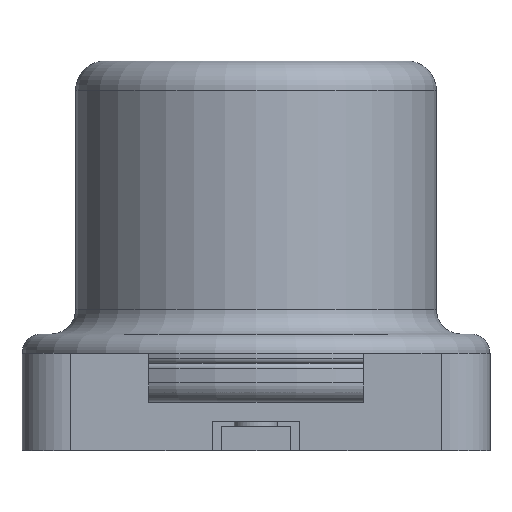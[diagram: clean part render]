
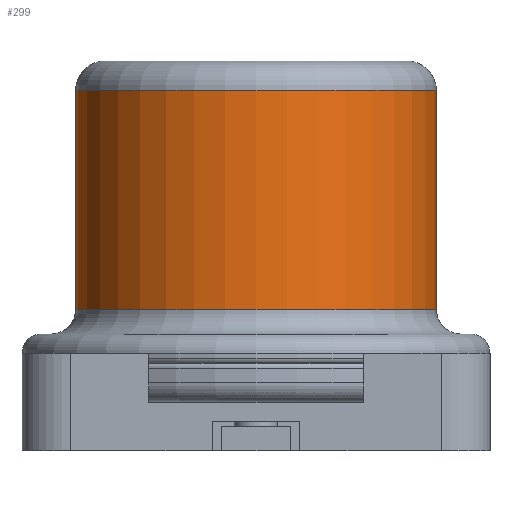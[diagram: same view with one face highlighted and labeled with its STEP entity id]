
A CAD part, left-side view. The second image highlights one B-rep face of the part: STEP entity #299.
In plain terms, the highlighted cylindrical face has radius 1.85 mm (diameter 3.7 mm), a partial arc.
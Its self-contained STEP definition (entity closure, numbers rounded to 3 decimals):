
#299=ADVANCED_FACE('',(#1190),#1192,.T.);
#1190=FACE_BOUND('',#1191,.T.);
#1191=EDGE_LOOP('',(#1843,#1844,#1845,#1846));
#1192=CYLINDRICAL_SURFACE('',#1193,1.85);
#1193=AXIS2_PLACEMENT_3D('',#1194,#1195,#1196);
#1194=CARTESIAN_POINT('',(-3.4,0.,1.2));
#1195=DIRECTION('',(0.,0.,1.));
#1196=DIRECTION('',(0.,1.,0.));
#1843=ORIENTED_EDGE('',*,*,#2283,.T.);
#1844=ORIENTED_EDGE('',*,*,#2282,.T.);
#1845=ORIENTED_EDGE('',*,*,#2284,.F.);
#1846=ORIENTED_EDGE('',*,*,#2285,.F.);
#2282=EDGE_CURVE('',#2550,#2555,#2557,.T.);
#2283=EDGE_CURVE('',#2558,#2550,#2559,.T.);
#2284=EDGE_CURVE('',#2560,#2555,#2561,.T.);
#2285=EDGE_CURVE('',#2558,#2560,#2562,.T.);
#2550=VERTEX_POINT('',#3068);
#2555=VERTEX_POINT('',#3077);
#2557=LINE('',#3081,#3082);
#2558=VERTEX_POINT('',#3084);
#2559=CIRCLE('',#3085,1.85);
#2560=VERTEX_POINT('',#3089);
#2561=CIRCLE('',#3090,1.85);
#2562=LINE('',#3094,#3095);
#3068=CARTESIAN_POINT('',(-3.4,-1.85,1.45));
#3077=CARTESIAN_POINT('',(-3.4,-1.85,3.7));
#3081=CARTESIAN_POINT('',(-3.4,-1.85,1.45));
#3082=VECTOR('',#3083,1.);
#3083=DIRECTION('',(0.,0.,1.));
#3084=CARTESIAN_POINT('',(-3.4,1.85,1.45));
#3085=AXIS2_PLACEMENT_3D('',#3086,#3087,#3088);
#3086=CARTESIAN_POINT('',(-3.4,0.,1.45));
#3087=DIRECTION('',(0.,-0.,1.));
#3088=DIRECTION('',(0.,1.,0.));
#3089=CARTESIAN_POINT('',(-3.4,1.85,3.7));
#3090=AXIS2_PLACEMENT_3D('',#3091,#3092,#3093);
#3091=CARTESIAN_POINT('',(-3.4,0.,3.7));
#3092=DIRECTION('',(0.,-0.,1.));
#3093=DIRECTION('',(0.,1.,0.));
#3094=CARTESIAN_POINT('',(-3.4,1.85,1.45));
#3095=VECTOR('',#3096,1.);
#3096=DIRECTION('',(0.,0.,1.));
